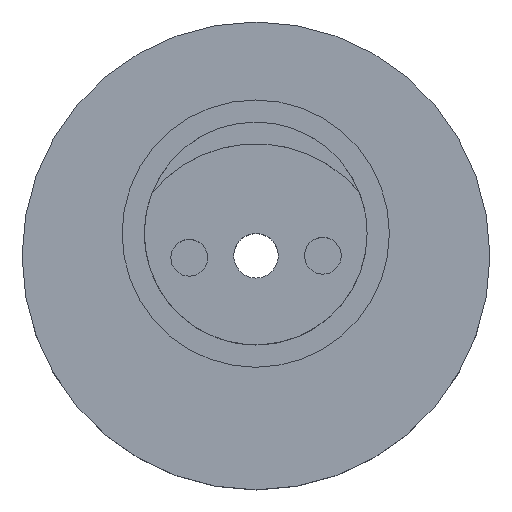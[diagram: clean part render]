
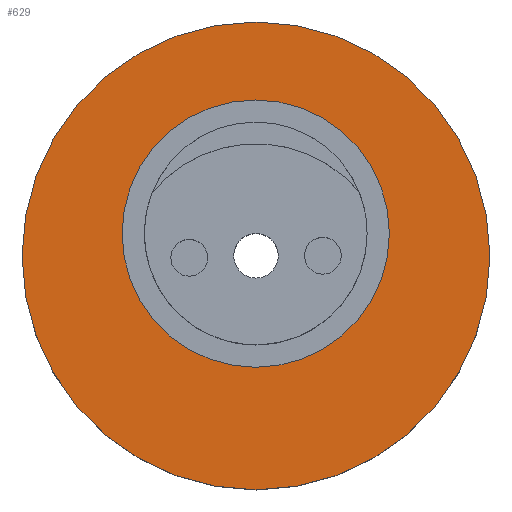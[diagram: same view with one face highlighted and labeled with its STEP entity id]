
A CAD part, top view. The second image highlights one B-rep face of the part: STEP entity #629.
In plain terms, the highlighted planar face has unit normal (0, 0, 1).
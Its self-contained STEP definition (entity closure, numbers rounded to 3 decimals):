
#73=FACE_BOUND('',#141,.T.);
#82=PLANE('',#688);
#101=FACE_OUTER_BOUND('',#140,.T.);
#140=EDGE_LOOP('',(#437));
#141=EDGE_LOOP('',(#438));
#246=CIRCLE('',#687,12.);
#247=CIRCLE('',#689,21.);
#268=VERTEX_POINT('',#874);
#269=VERTEX_POINT('',#878);
#335=EDGE_CURVE('',#268,#268,#246,.T.);
#336=EDGE_CURVE('',#269,#269,#247,.T.);
#437=ORIENTED_EDGE('',*,*,#336,.F.);
#438=ORIENTED_EDGE('',*,*,#335,.F.);
#629=ADVANCED_FACE('',(#101,#73),#82,.T.);
#687=AXIS2_PLACEMENT_3D('',#876,#751,#752);
#688=AXIS2_PLACEMENT_3D('',#877,#753,#754);
#689=AXIS2_PLACEMENT_3D('',#879,#755,#756);
#751=DIRECTION('center_axis',(0.,0.,1.));
#752=DIRECTION('ref_axis',(-1.,0.,0.));
#753=DIRECTION('center_axis',(0.,0.,1.));
#754=DIRECTION('ref_axis',(-1.,0.,0.));
#755=DIRECTION('center_axis',(0.,0.,-1.));
#756=DIRECTION('ref_axis',(-1.,0.,0.));
#874=CARTESIAN_POINT('',(11.977,2.,26.));
#876=CARTESIAN_POINT('Origin',(-0.023,2.,26.));
#877=CARTESIAN_POINT('Origin',(0.,0.,26.));
#878=CARTESIAN_POINT('',(21.,0.,26.));
#879=CARTESIAN_POINT('Origin',(0.,0.,26.));
